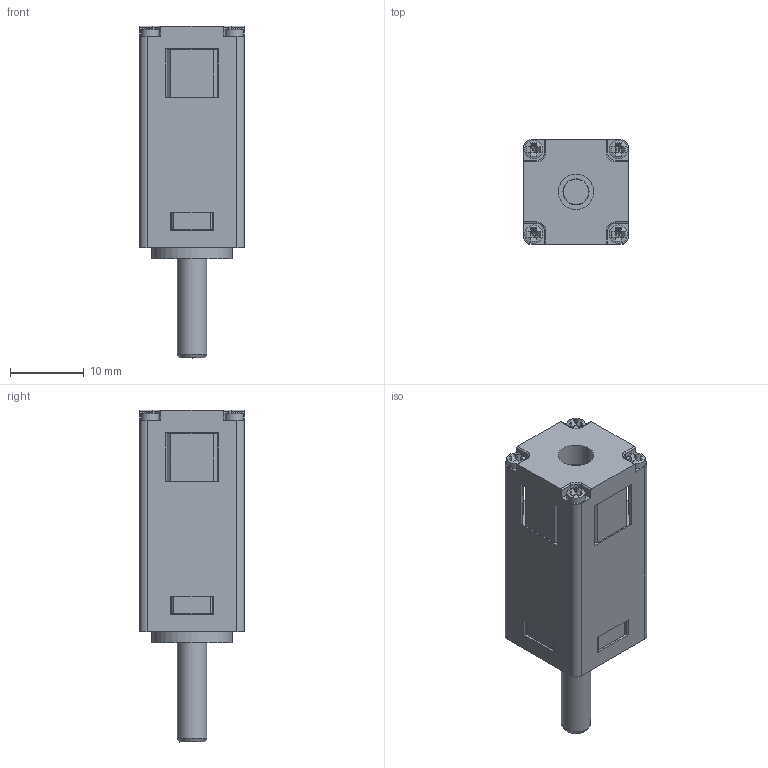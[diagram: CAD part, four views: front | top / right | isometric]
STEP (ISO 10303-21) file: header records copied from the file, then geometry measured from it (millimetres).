
FILE_DESCRIPTION(/* description */ (''),/* implementation_level */ '2;1');
FILE_NAME(/* name */ 'STA1418S0304-A.stp',/* time_stamp */ '2021-06-17T08:43:46+02:00',/* author */ ('angelika.schneid'),/* organization */ (''),/* preprocessor_version */ 'ST-DEVELOPER v17.2',/* originating_system */ 'Autodesk Inventor 2019',/* authorisation */ '');
FILE_SCHEMA (('AUTOMOTIVE_DESIGN { 1 0 10303 214 3 1 1 }'));
Length unit declared in the file: millimetre
Products named in the file (1): STA1418S0304-A_B
Bounding box: 14.2 x 14.2 x 45.1 mm (x, y, z)
Volume: 5548.2 mm3; surface area: 4544.8 mm2
Topology: 1 solids, 1 shells, 728 faces, 1987 edges, 1279 vertices
Faces by surface type: plane 472, cylinder 246, sphere 4, torus 4, cone 2
Full cylindrical faces by diameter (mm): 1.25 x4, 2.5 x4, 4 x1, 4.8 x1, 5 x1, 9.2 x2, 9.25 x2, 9.8 x1, 10.3 x1, 11 x1
Entity records: 23111 total; most frequent: DIRECTION 4144, CARTESIAN_POINT 3995, ORIENTED_EDGE 3974, EDGE_CURVE 1987, AXIS2_PLACEMENT_3D 1428, LINE 1288, VECTOR 1288, VERTEX_POINT 1279
